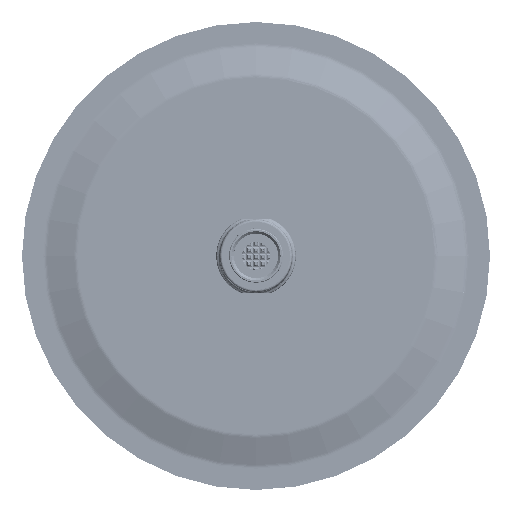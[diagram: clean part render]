
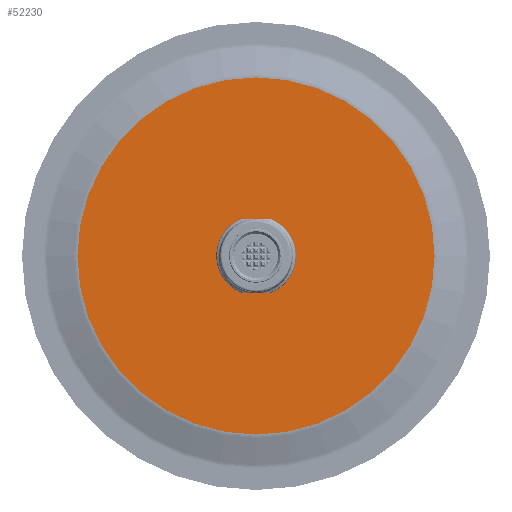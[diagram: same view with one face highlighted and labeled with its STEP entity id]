
A CAD part, top view. The second image highlights one B-rep face of the part: STEP entity #52230.
In plain terms, the highlighted planar face has unit normal (0, 0, 1).
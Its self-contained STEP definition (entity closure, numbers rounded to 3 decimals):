
#3926=FACE_BOUND('',#9024,.T.);
#5647=PLANE('',#55166);
#6134=FACE_OUTER_BOUND('',#9023,.T.);
#9023=EDGE_LOOP('',(#33788));
#9024=EDGE_LOOP('',(#33789,#33790,#33791,#33792));
#12577=LINE('',#92951,#14375);
#12580=LINE('',#92960,#14378);
#14375=VECTOR('',#64286,8.718);
#14378=VECTOR('',#64295,8.718);
#16186=CIRCLE('',#55167,76.319);
#16187=CIRCLE('',#55168,10.);
#16188=CIRCLE('',#55169,10.);
#19402=VERTEX_POINT('',#92949);
#19403=VERTEX_POINT('',#92950);
#19404=VERTEX_POINT('',#92955);
#19405=VERTEX_POINT('',#92957);
#19406=VERTEX_POINT('',#92959);
#24771=EDGE_CURVE('',#19402,#19403,#12577,.T.);
#24774=EDGE_CURVE('',#19404,#19404,#16186,.T.);
#24775=EDGE_CURVE('',#19405,#19402,#16187,.T.);
#24776=EDGE_CURVE('',#19406,#19405,#12580,.T.);
#24777=EDGE_CURVE('',#19403,#19406,#16188,.T.);
#33788=ORIENTED_EDGE('',*,*,#24774,.T.);
#33789=ORIENTED_EDGE('',*,*,#24771,.F.);
#33790=ORIENTED_EDGE('',*,*,#24775,.F.);
#33791=ORIENTED_EDGE('',*,*,#24776,.F.);
#33792=ORIENTED_EDGE('',*,*,#24777,.F.);
#52230=ADVANCED_FACE('',(#6134,#3926),#5647,.F.);
#55166=AXIS2_PLACEMENT_3D('',#92954,#64289,#64290);
#55167=AXIS2_PLACEMENT_3D('',#92956,#64291,#64292);
#55168=AXIS2_PLACEMENT_3D('',#92958,#64293,#64294);
#55169=AXIS2_PLACEMENT_3D('',#92961,#64296,#64297);
#64286=DIRECTION('',(-1.,0.,0.));
#64289=DIRECTION('center_axis',(0.,0.,-1.));
#64290=DIRECTION('ref_axis',(-1.,0.,0.));
#64291=DIRECTION('center_axis',(0.,0.,1.));
#64292=DIRECTION('ref_axis',(-1.,0.,0.));
#64293=DIRECTION('center_axis',(0.,0.,1.));
#64294=DIRECTION('ref_axis',(0.436,-0.9,0.));
#64295=DIRECTION('',(1.,0.,0.));
#64296=DIRECTION('center_axis',(0.,0.,1.));
#64297=DIRECTION('ref_axis',(-0.436,0.9,0.));
#92949=CARTESIAN_POINT('',(4.359,8.75,-16.25));
#92950=CARTESIAN_POINT('',(-4.359,8.75,-16.25));
#92951=CARTESIAN_POINT('',(4.359,8.75,-16.25));
#92954=CARTESIAN_POINT('Origin',(0.,-0.25,-16.25));
#92955=CARTESIAN_POINT('',(76.319,-0.297,-16.25));
#92956=CARTESIAN_POINT('Origin',(0.,-0.25,-16.25));
#92957=CARTESIAN_POINT('',(4.359,-9.25,-16.25));
#92958=CARTESIAN_POINT('Origin',(0.,-0.25,-16.25));
#92959=CARTESIAN_POINT('',(-4.359,-9.25,-16.25));
#92960=CARTESIAN_POINT('',(-4.359,-9.25,-16.25));
#92961=CARTESIAN_POINT('Origin',(0.,-0.25,-16.25));
